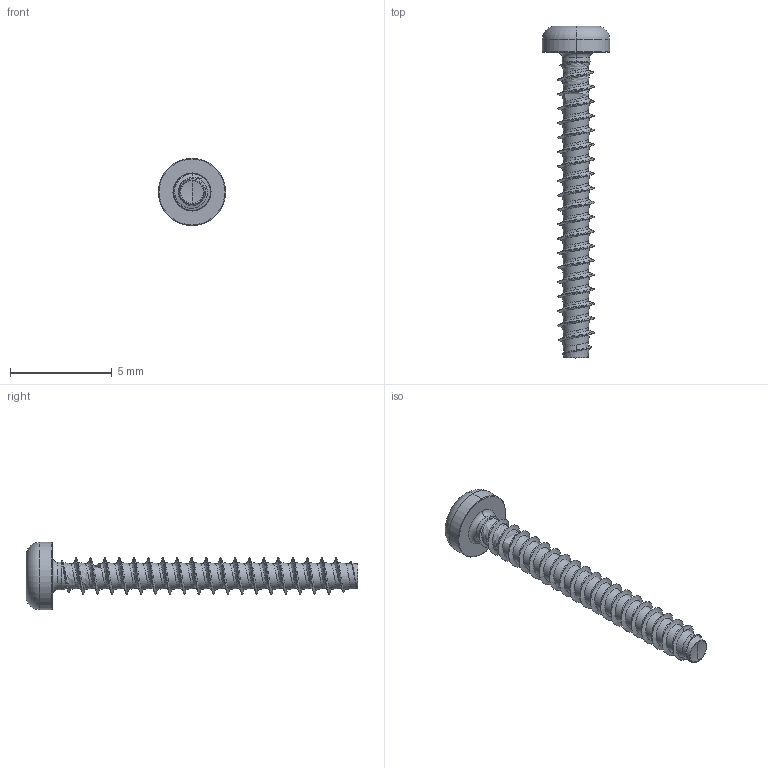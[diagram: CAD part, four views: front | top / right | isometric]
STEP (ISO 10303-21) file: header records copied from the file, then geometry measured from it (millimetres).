
FILE_DESCRIPTION (( 'STEP AP203' ), '1' );
FILE_NAME ('STP390180150.STEP', '2017-08-15T19:05:28', ( '' ), ( '' ), 'SwSTEP 2.0', 'SolidWorks 2015', '' );
FILE_SCHEMA (( 'CONFIG_CONTROL_DESIGN' ));
Length unit declared in the file: millimetre
Products named in the file (1): STP390180150
Bounding box: 3.3 x 16.3 x 3.3 mm (x, y, z)
Volume: 29.9 mm3; surface area: 128 mm2
Topology: 1 solids, 1 shells, 120 faces, 309 edges, 191 vertices
Faces by surface type: cylinder 65, bspline 35, cone 8, torus 6, sphere 4, plane 2
Entity records: 30731 total; most frequent: CARTESIAN_POINT 28221, ORIENTED_EDGE 614, DIRECTION 369, EDGE_CURVE 307, VERTEX_POINT 191, AXIS2_PLACEMENT_3D 146, B_SPLINE_CURVE_WITH_KNOTS 129, EDGE_LOOP 122
